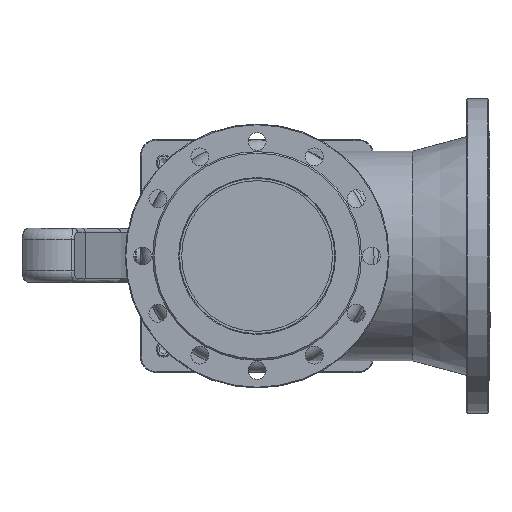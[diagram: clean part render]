
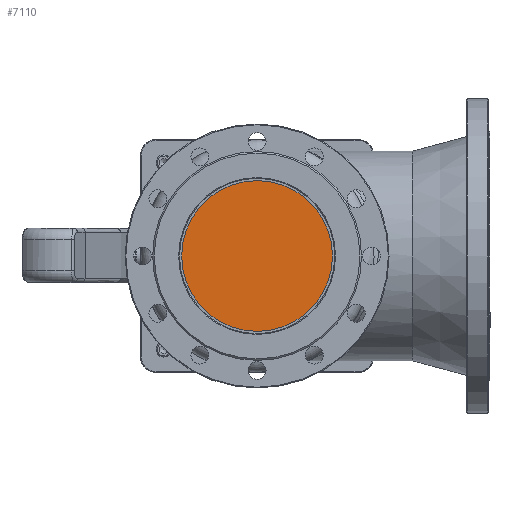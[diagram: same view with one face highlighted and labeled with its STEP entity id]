
A CAD part, front view. The second image highlights one B-rep face of the part: STEP entity #7110.
In plain terms, the highlighted planar face has unit normal (0, -1, 0).
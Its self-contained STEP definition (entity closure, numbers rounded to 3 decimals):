
#449=PLANE('',#7920);
#741=FACE_OUTER_BOUND('',#1239,.T.);
#1239=EDGE_LOOP('',(#5436));
#1781=CIRCLE('',#7906,100.);
#3166=VERTEX_POINT('',#12737);
#3958=EDGE_CURVE('',#3166,#3166,#1781,.T.);
#5436=ORIENTED_EDGE('',*,*,#3958,.T.);
#7110=ADVANCED_FACE('',(#741),#449,.T.);
#7906=AXIS2_PLACEMENT_3D('',#12739,#9286,#9287);
#7920=AXIS2_PLACEMENT_3D('',#12763,#9317,#9318);
#9286=DIRECTION('center_axis',(0.,-1.,0.));
#9287=DIRECTION('ref_axis',(-1.,0.,0.));
#9317=DIRECTION('center_axis',(0.,-1.,0.));
#9318=DIRECTION('ref_axis',(0.,0.,-1.));
#12737=CARTESIAN_POINT('',(100.,-195.,0.));
#12739=CARTESIAN_POINT('Origin',(0.,-195.,0.));
#12763=CARTESIAN_POINT('Origin',(0.,-195.,0.));
